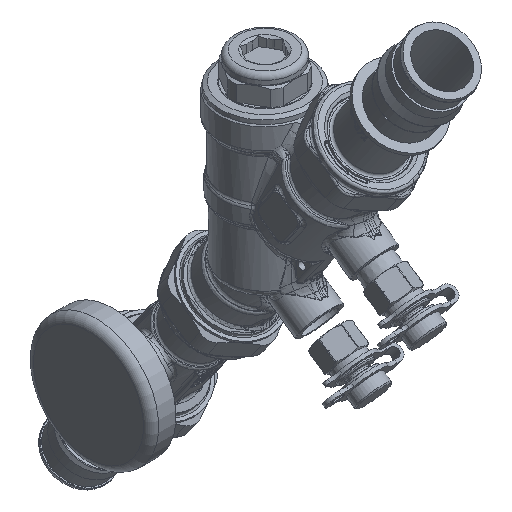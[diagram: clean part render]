
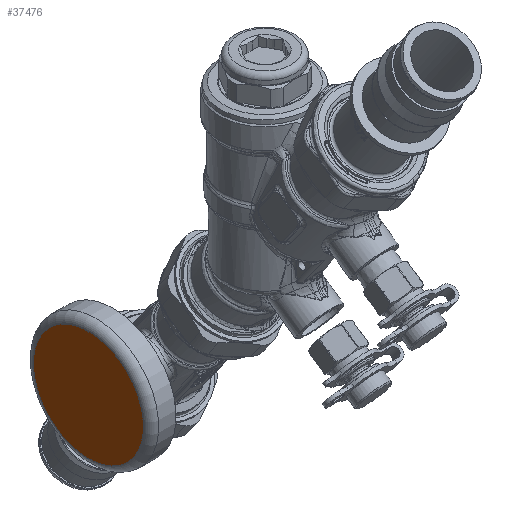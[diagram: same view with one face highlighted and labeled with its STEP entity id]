
A CAD part, isometric view. The second image highlights one B-rep face of the part: STEP entity #37476.
In plain terms, the highlighted planar face has unit normal (-1, 0, 0).
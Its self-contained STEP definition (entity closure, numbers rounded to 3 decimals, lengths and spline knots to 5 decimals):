
#4166=PLANE('',#40217);
#5849=FACE_OUTER_BOUND('',#8158,.T.);
#8158=EDGE_LOOP('',(#29050));
#10134=CIRCLE('',#40211,0.905);
#15541=VERTEX_POINT('',#171450);
#20229=EDGE_CURVE('',#15541,#15541,#10134,.T.);
#29050=ORIENTED_EDGE('',*,*,#20229,.F.);
#37476=ADVANCED_FACE('',(#5849),#4166,.T.);
#40211=AXIS2_PLACEMENT_3D('',#171451,#45570,#45571);
#40217=AXIS2_PLACEMENT_3D('',#171461,#45583,#45584);
#45570=DIRECTION('center_axis',(1.,0.,0.));
#45571=DIRECTION('ref_axis',(0.,-0.574,0.819));
#45583=DIRECTION('center_axis',(-1.,0.,0.));
#45584=DIRECTION('ref_axis',(0.,0.574,-0.819));
#171450=CARTESIAN_POINT('',(-1.4924,0.88937,-3.66992));
#171451=CARTESIAN_POINT('Origin',(-1.4924,1.40846,-4.41125));
#171461=CARTESIAN_POINT('Origin',(-1.4924,1.40846,-4.41125));
